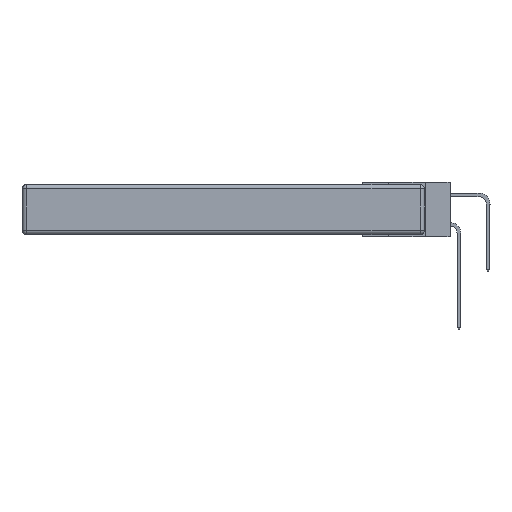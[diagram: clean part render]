
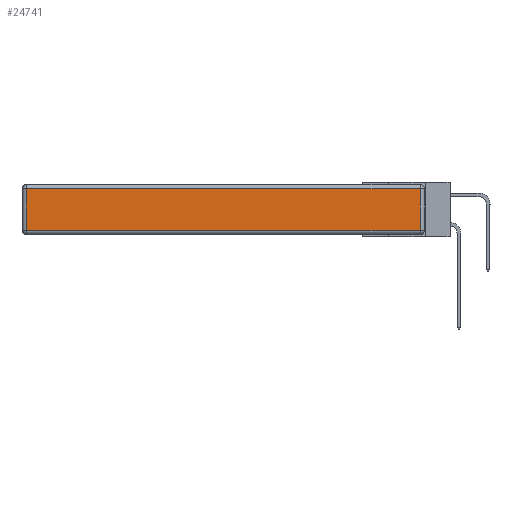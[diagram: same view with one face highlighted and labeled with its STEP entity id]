
A CAD part, left-side view. The second image highlights one B-rep face of the part: STEP entity #24741.
In plain terms, the highlighted planar face has unit normal (-1, 0, 0).
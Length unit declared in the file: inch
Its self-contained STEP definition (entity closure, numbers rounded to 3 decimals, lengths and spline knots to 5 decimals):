
#51 = LINE ( 'NONE', #20354, #14552 ) ;
#640 = EDGE_CURVE ( 'NONE', #23583, #7904, #11003, .T. ) ;
#1062 = ORIENTED_EDGE ( 'NONE', *, *, #5321, .T. ) ;
#2045 = CARTESIAN_POINT ( 'NONE',  ( 0., 0., -0.313 ) ) ;
#4583 = DIRECTION ( 'NONE',  ( 0., 0., 1. ) ) ;
#5321 = EDGE_CURVE ( 'NONE', #7904, #6859, #9954, .T. ) ;
#6113 = FACE_OUTER_BOUND ( 'NONE', #22217, .T. ) ;
#6730 = ORIENTED_EDGE ( 'NONE', *, *, #640, .T. ) ;
#6859 = VERTEX_POINT ( 'NONE', #9594 ) ;
#6955 = CARTESIAN_POINT ( 'NONE',  ( 0., 0.03, -0.03 ) ) ;
#7904 = VERTEX_POINT ( 'NONE', #13512 ) ;
#9239 = ORIENTED_EDGE ( 'NONE', *, *, #17395, .T. ) ;
#9594 = CARTESIAN_POINT ( 'NONE',  ( 0., 2.72, -0.313 ) ) ;
#9954 = LINE ( 'NONE', #20639, #21699 ) ;
#10492 = PLANE ( 'NONE',  #22942 ) ;
#11003 = LINE ( 'NONE', #20779, #14880 ) ;
#11889 = CARTESIAN_POINT ( 'NONE',  ( 0., 0.03, -0.313 ) ) ;
#13507 = DIRECTION ( 'NONE',  ( 0., -1., 0. ) ) ;
#13512 = CARTESIAN_POINT ( 'NONE',  ( 0., 2.72, -0.03 ) ) ;
#13637 = EDGE_CURVE ( 'NONE', #6859, #20997, #20951, .T. ) ;
#14552 = VECTOR ( 'NONE', #4583, 39.37008 ) ;
#14842 = DIRECTION ( 'NONE',  ( 0., 1., 0. ) ) ;
#14880 = VECTOR ( 'NONE', #14842, 39.37008 ) ;
#16469 = CARTESIAN_POINT ( 'NONE',  ( 0., 0., -0.343 ) ) ;
#17395 = EDGE_CURVE ( 'NONE', #20997, #23583, #51, .T. ) ;
#18272 = DIRECTION ( 'NONE',  ( 0., 0., 1. ) ) ;
#18865 = VECTOR ( 'NONE', #13507, 39.37008 ) ;
#19190 = ORIENTED_EDGE ( 'NONE', *, *, #13637, .T. ) ;
#20354 = CARTESIAN_POINT ( 'NONE',  ( 0., 0.03, -0.343 ) ) ;
#20639 = CARTESIAN_POINT ( 'NONE',  ( 0., 2.72, -0.343 ) ) ;
#20779 = CARTESIAN_POINT ( 'NONE',  ( 0., 2.75, -0.03 ) ) ;
#20951 = LINE ( 'NONE', #2045, #18865 ) ;
#20997 = VERTEX_POINT ( 'NONE', #11889 ) ;
#21699 = VECTOR ( 'NONE', #24529, 39.37008 ) ;
#22188 = DIRECTION ( 'NONE',  ( -1., 0., 0. ) ) ;
#22217 = EDGE_LOOP ( 'NONE', ( #19190, #9239, #6730, #1062 ) ) ;
#22942 = AXIS2_PLACEMENT_3D ( 'NONE', #16469, #22188, #18272 ) ;
#23583 = VERTEX_POINT ( 'NONE', #6955 ) ;
#24529 = DIRECTION ( 'NONE',  ( 0., 0., -1. ) ) ;
#24741 = ADVANCED_FACE ( 'NONE', ( #6113 ), #10492, .T. ) ;
